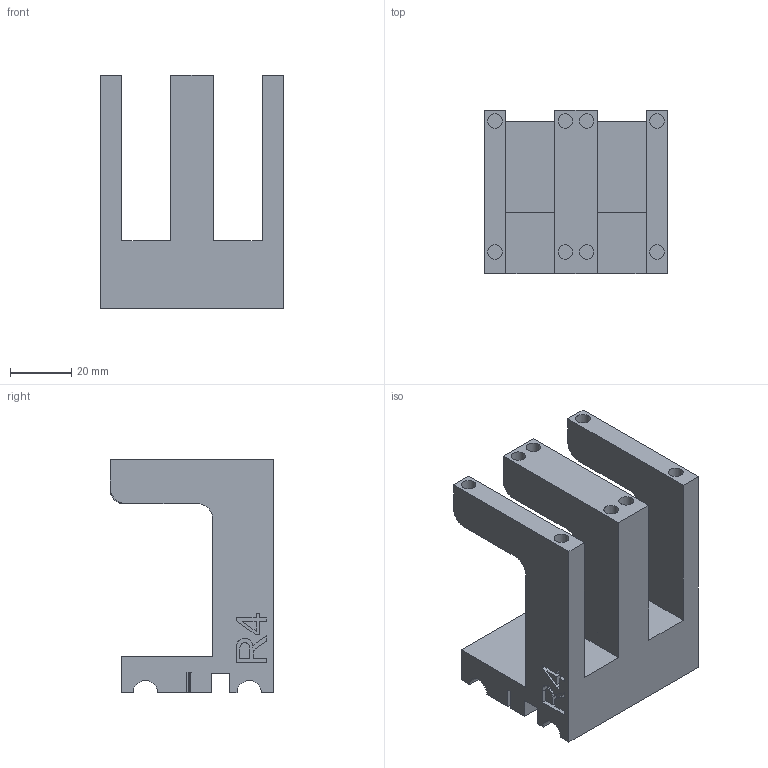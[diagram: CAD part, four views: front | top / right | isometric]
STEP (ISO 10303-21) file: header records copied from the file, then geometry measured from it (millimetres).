
FILE_DESCRIPTION(/* description */ (''),/* implementation_level */ '2;1');
FILE_NAME(/* name */ 'Center Spout Mount .step',/* time_stamp */ '2025-07-29T13:26:00-04:00',/* author */ (''),/* organization */ (''),/* preprocessor_version */ 'ST-DEVELOPER v20.1',/* originating_system */ 'Autodesk Translation Framework v14.10.0.0',/* authorisation */ '');
FILE_SCHEMA (('AUTOMOTIVE_DESIGN { 1 0 10303 214 3 1 1 }'));
Length unit declared in the file: inch
Products named in the file (1): 2025-07-29-13-26-00-522
Bounding box: 60 x 53.5 x 76.5 mm (x, y, z)
Volume: 83148.1 mm3; surface area: 28875.7 mm2
Topology: 1 solids, 1 shells, 210 faces, 552 edges, 368 vertices
Faces by surface type: plane 109, cylinder 85, bspline 16
Full cylindrical faces by diameter (mm): 2.8 x8, 3.01 x2, 3.05 x2, 4.762 x8
Entity records: 6701 total; most frequent: CARTESIAN_POINT 1403, ORIENTED_EDGE 1104, DIRECTION 1080, EDGE_CURVE 552, VERTEX_POINT 368, AXIS2_PLACEMENT_3D 365, LINE 350, VECTOR 350
